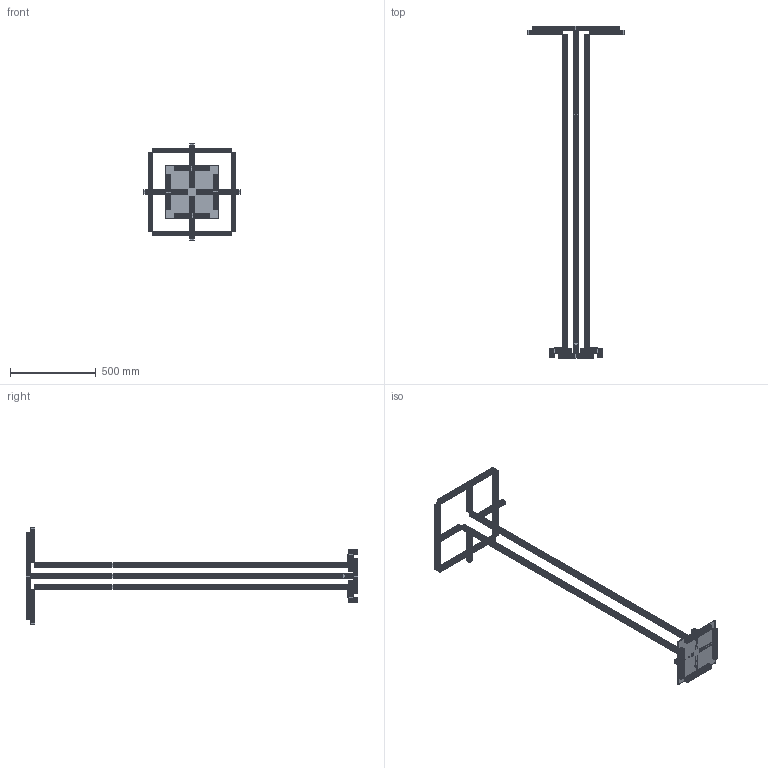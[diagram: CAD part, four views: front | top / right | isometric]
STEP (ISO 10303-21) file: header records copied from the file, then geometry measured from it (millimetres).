
FILE_DESCRIPTION (( 'STEP AP214' ), '1' );
FILE_NAME ('Tower Assembly.STEP', '2024-02-10T22:13:11', ( '' ), ( '' ), 'SwSTEP 2.0', 'SolidWorks 2023', '' );
FILE_SCHEMA (( 'AUTOMOTIVE_DESIGN' ));
Length unit declared in the file: inch
Products named in the file (7): 1010 Rail_8ft; 1010 Rail_5in; baseplate; Tower Assembly; 2bolt bracket_47065T239; 1010 Rail_1.5ft; 1010 Rail_8in
Assembly tree (25 placements, depth 2):
  Tower Assembly
    baseplate
    1010 Rail_5in  x4
    1010 Rail_8in  x8
    1010 Rail_8ft  x4
    1010 Rail_1.5ft  x4
    2bolt bracket_47065T239  x4
Bounding box: 559.31 x 1933.58 x 559.31 mm (x, y, z)
Volume: 3506861.2 mm3; surface area: 2728137.2 mm2
Topology: 25 solids, 25 shells, 2106 faces, 6168 edges, 4112 vertices
Faces by surface type: cylinder 1156, plane 950
Entity records: 15755 total; most frequent: DIRECTION 2813, CARTESIAN_POINT 2698, ORIENTED_EDGE 2658, EDGE_CURVE 1329, AXIS2_PLACEMENT_3D 1001, VERTEX_POINT 886, VECTOR 811, LINE 811
